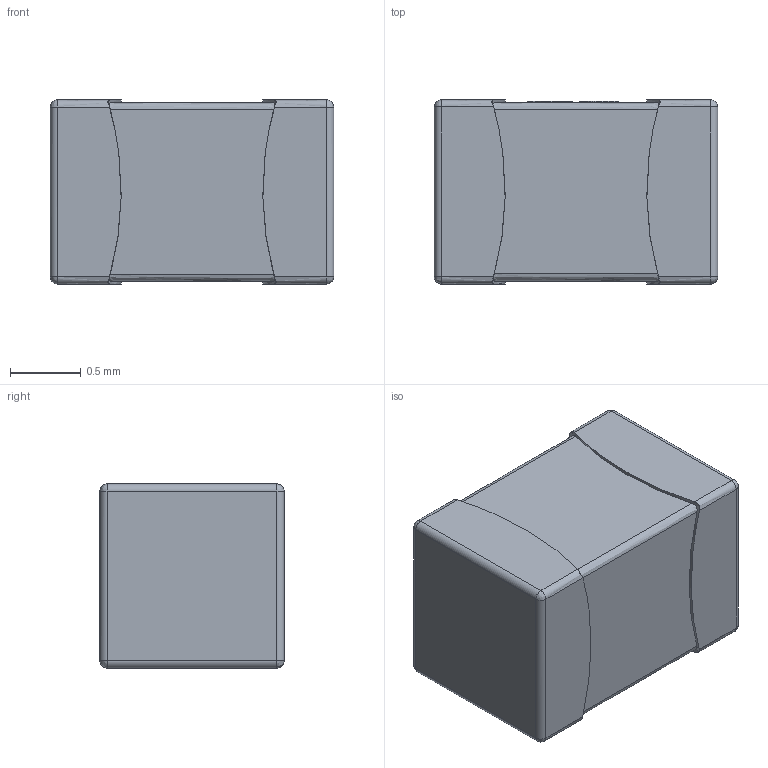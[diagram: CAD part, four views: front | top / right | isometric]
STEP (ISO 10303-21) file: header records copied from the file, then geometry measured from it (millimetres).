
FILE_DESCRIPTION(('Open CASCADE Model'),'2;1');
FILE_NAME('Open CASCADE Shape Model','2025-10-22T21:43:41',('Author'),( 'Open CASCADE'),'Open CASCADE STEP processor 7.9','Open CASCADE 7.9' ,'Unknown');
FILE_SCHEMA(('AUTOMOTIVE_DESIGN { 1 0 10303 214 1 1 1 1 }'));
Length unit declared in the file: millimetre
Products named in the file (1): SOLID
Bounding box: 2 x 1.3 x 1.3 mm (x, y, z)
Volume: 3.3 mm3; surface area: 13.5 mm2
Topology: 1 solids, 1 shells, 365 faces, 971 edges, 626 vertices
Faces by surface type: bspline 365
Entity records: 14118 total; most frequent: CARTESIAN_POINT 6066, ORIENTED_EDGE 1926, EDGE_CURVE 963, B_SPLINE_CURVE_WITH_KNOTS 891, VERTEX_POINT 626, FACE_BOUND 391, EDGE_LOOP 391, ADVANCED_FACE 365
